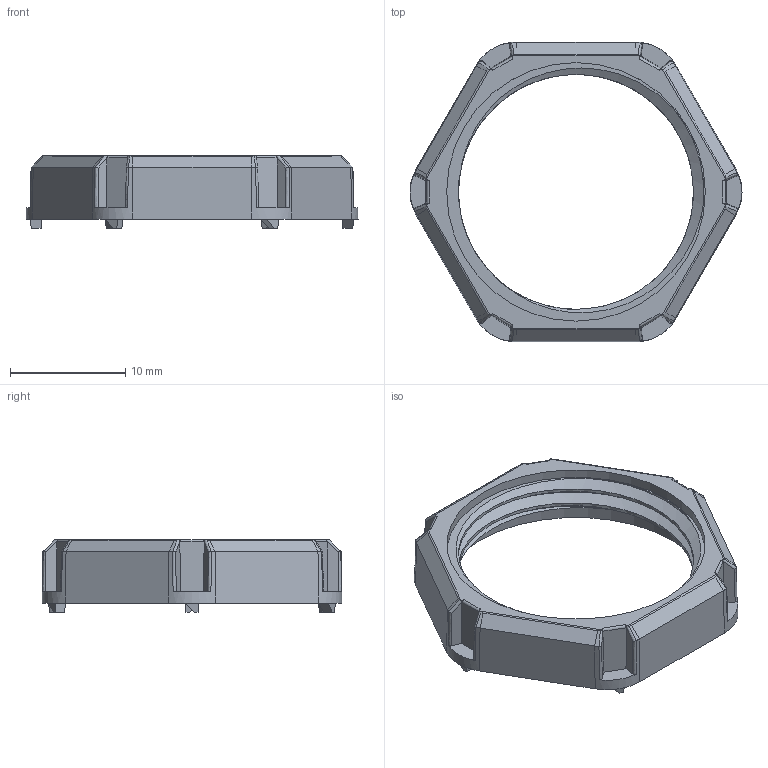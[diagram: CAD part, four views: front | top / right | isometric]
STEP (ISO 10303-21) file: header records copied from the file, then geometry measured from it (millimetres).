
FILE_DESCRIPTION(/* description */ (''),/* implementation_level */ '2;1');
FILE_NAME(/* name */ 'FILE_STP_CAD_DRAWING_30300908_prt.stp',/* time_stamp */ '2018-08-03T14:16:58+02:00',/* author */ (''),/* organization */ (''),/* preprocessor_version */ 'ST-DEVELOPER v16',/* originating_system */ 'SIEMENS PLM Software NX 10.0',/* authorisation */ '');
FILE_SCHEMA (('AUTOMOTIVE_DESIGN { 1 0 10303 214 3 1 1 1 }'));
Length unit declared in the file: millimetre
Products named in the file (1): 30300908
Bounding box: 28.76 x 25.98 x 6.3 mm (x, y, z)
Volume: 923.6 mm3; surface area: 1439.1 mm2
Topology: 1 solids, 1 shells, 142 faces, 397 edges, 265 vertices
Faces by surface type: plane 82, bspline 38, cylinder 21, cone 1
Full cylindrical faces by diameter (mm): 22.4 x1
Entity records: 6880 total; most frequent: CARTESIAN_POINT 3593, ORIENTED_EDGE 788, DIRECTION 494, EDGE_CURVE 394, VERTEX_POINT 264, LINE 172, VECTOR 172, B_SPLINE_CURVE_WITH_KNOTS 166
